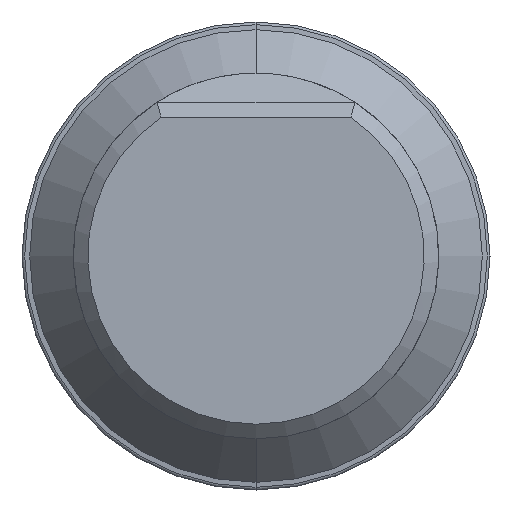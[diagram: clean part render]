
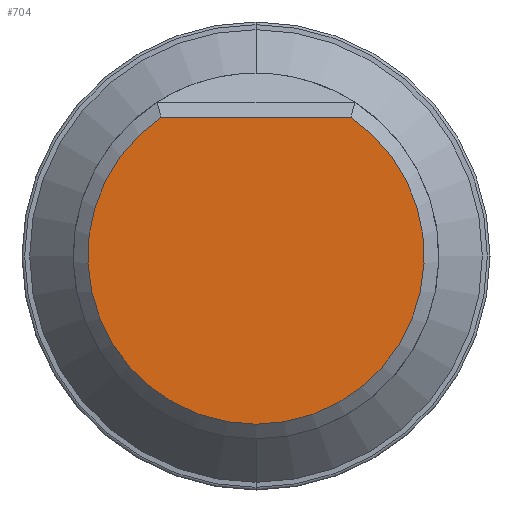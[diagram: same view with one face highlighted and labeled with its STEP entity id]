
A CAD part, front view. The second image highlights one B-rep face of the part: STEP entity #704.
In plain terms, the highlighted planar face has unit normal (0, -1, 0).
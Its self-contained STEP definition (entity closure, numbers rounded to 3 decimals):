
#20 = VECTOR ( 'NONE', #796, 1000. ) ;
#28 = EDGE_CURVE ( 'NONE', #441, #56, #187, .T. ) ;
#56 = VERTEX_POINT ( 'NONE', #843 ) ;
#102 = DIRECTION ( 'NONE',  ( 0., 1., 0. ) ) ;
#117 = CARTESIAN_POINT ( 'NONE',  ( -6.782, 0., 9.5 ) ) ;
#125 = EDGE_CURVE ( 'NONE', #56, #441, #344, .T. ) ;
#187 = LINE ( 'NONE', #117, #20 ) ;
#333 = DIRECTION ( 'NONE',  ( 0., 0., 1. ) ) ;
#344 = CIRCLE ( 'NONE', #670, 11.5 ) ;
#380 = PLANE ( 'NONE',  #753 ) ;
#403 = CARTESIAN_POINT ( 'NONE',  ( 0., 0., 0. ) ) ;
#441 = VERTEX_POINT ( 'NONE', #534 ) ;
#490 = ORIENTED_EDGE ( 'NONE', *, *, #28, .T. ) ;
#534 = CARTESIAN_POINT ( 'NONE',  ( 6.481, 0., 9.5 ) ) ;
#543 = DIRECTION ( 'NONE',  ( 0., -1., 0. ) ) ;
#670 = AXIS2_PLACEMENT_3D ( 'NONE', #403, #543, #333 ) ;
#703 = EDGE_LOOP ( 'NONE', ( #490, #855 ) ) ;
#704 = ADVANCED_FACE ( 'NONE', ( #820 ), #380, .F. ) ;
#719 = CARTESIAN_POINT ( 'NONE',  ( 0., 0., 0. ) ) ;
#753 = AXIS2_PLACEMENT_3D ( 'NONE', #719, #102, #847 ) ;
#796 = DIRECTION ( 'NONE',  ( -1., 0., 0. ) ) ;
#820 = FACE_OUTER_BOUND ( 'NONE', #703, .T. ) ;
#843 = CARTESIAN_POINT ( 'NONE',  ( -6.481, 0., 9.5 ) ) ;
#847 = DIRECTION ( 'NONE',  ( 0., 0., 1. ) ) ;
#855 = ORIENTED_EDGE ( 'NONE', *, *, #125, .T. ) ;
